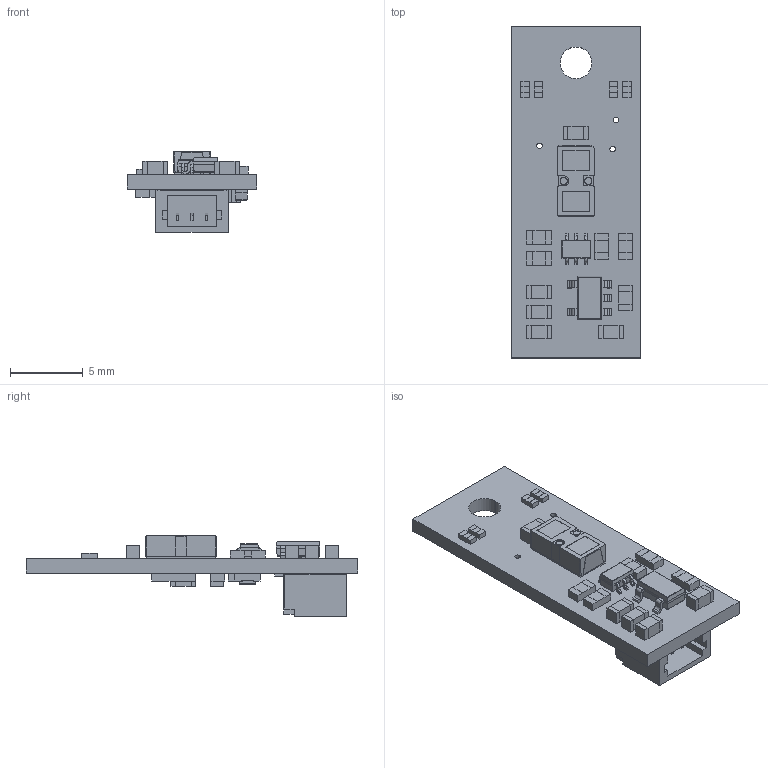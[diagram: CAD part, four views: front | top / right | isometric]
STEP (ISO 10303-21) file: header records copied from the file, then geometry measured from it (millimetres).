
FILE_DESCRIPTION (( 'STEP AP214' ), '1' );
FILE_NAME ('pololu-digital-distance-sensor-with-side-entry-connector.step', '2025-04-30T20:29:59', ( '' ), ( '' ), 'SwSTEP 2.0', 'SolidWorks 2025', '' );
FILE_SCHEMA (( 'AUTOMOTIVE_DESIGN' ));
Length unit declared in the file: millimetre
Products named in the file (1): pololu-digital-distance-sensor-with-side-entry-connector
Bounding box: 8.89 x 22.86 x 5.55 mm (x, y, z)
Volume: 290.9 mm3; surface area: 758.7 mm2
Topology: 5 solids, 5 shells, 957 faces, 2556 edges, 1666 vertices
Faces by surface type: plane 700, bspline 159, cylinder 89, cone 9
Entity records: 45591 total; most frequent: CARTESIAN_POINT 12495, ORIENTED_EDGE 5112, DIRECTION 3881, EDGE_CURVE 2556, LINE 2001, VECTOR 2001, VERTEX_POINT 1666, EDGE_LOOP 1050
